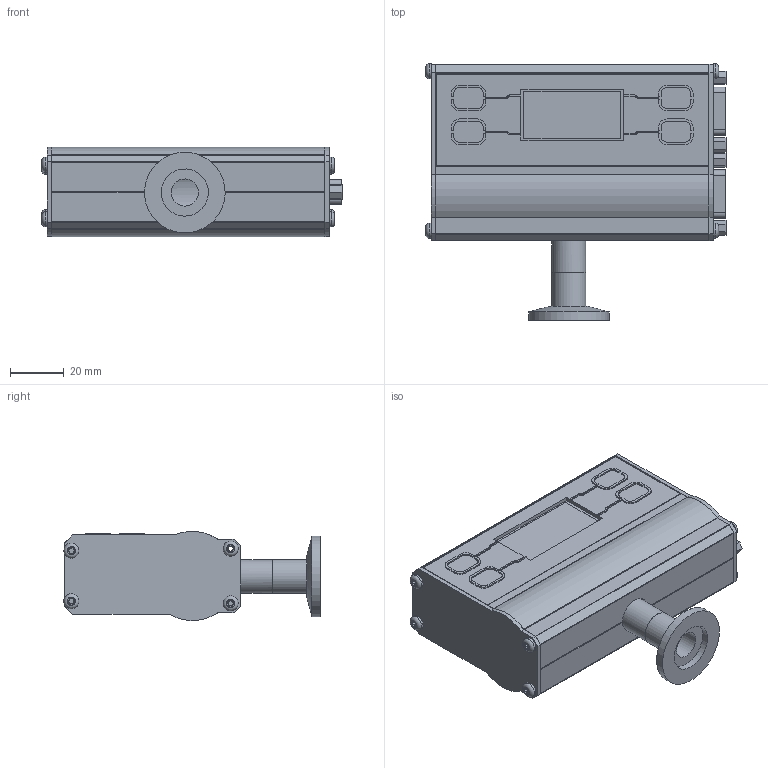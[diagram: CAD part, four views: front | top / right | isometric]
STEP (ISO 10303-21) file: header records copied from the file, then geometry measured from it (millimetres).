
FILE_DESCRIPTION (( 'STEP AP214' ), '1' );
FILE_NAME ('3PE5-011-B7F5 PGE500 Pirani Gauge Enhanced - NW16.STEP', '2016-10-05T21:45:14', ( '' ), ( '' ), 'SwSTEP 2.0', 'SolidWorks 2013', '' );
FILE_SCHEMA (( 'AUTOMOTIVE_DESIGN' ));
Length unit declared in the file: inch
Products named in the file (1): 3PE5-011-B7F5 PGE500 Pirani Gauge Enhanced - NW16
Bounding box: 111.51 x 95.25 x 33.08 mm (x, y, z)
Surface area: 40453.7 mm2 (no closed solid volume)
Topology: 0 solids, 25 shells, 559 faces, 1802 edges, 1279 vertices
Faces by surface type: plane 286, cylinder 240, torus 32, cone 1
Full cylindrical faces by diameter (mm): 0.75 x15, 0.965 x9, 2.54 x4, 5.588 x8, 10.084 x1, 12.573 x2, 17.526 x1, 29.083 x1, 29.972 x1
Entity records: 26693 total; most frequent: CARTESIAN_POINT 3734, DIRECTION 3562, ORIENTED_EDGE 2938, EDGE_CURVE 1705, AXIS2_PLACEMENT_3D 1316, VERTEX_POINT 1257, VECTOR 930, LINE 930
